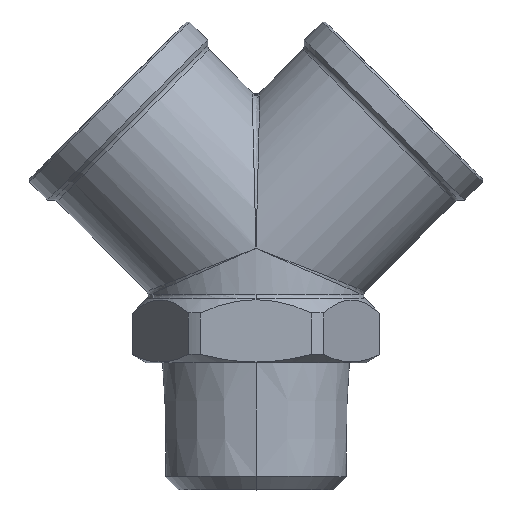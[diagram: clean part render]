
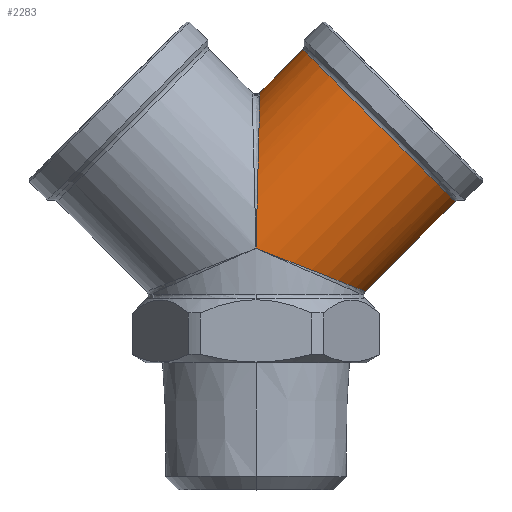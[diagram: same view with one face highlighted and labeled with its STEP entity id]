
A CAD part, top view. The second image highlights one B-rep face of the part: STEP entity #2283.
In plain terms, the highlighted cylindrical face has radius 9.75 mm (diameter 19.5 mm), a partial arc.
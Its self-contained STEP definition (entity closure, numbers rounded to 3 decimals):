
#1153 =( BOUNDED_CURVE ( )  B_SPLINE_CURVE ( 3, ( #1199, #1198, #1197, #1196 ),
 .UNSPECIFIED., .F., .T. ) 
 B_SPLINE_CURVE_WITH_KNOTS ( ( 4, 4 ),
 ( 4.717, 6.283 ),
 .UNSPECIFIED. ) 
 CURVE ( )  GEOMETRIC_REPRESENTATION_ITEM ( )  RATIONAL_B_SPLINE_CURVE ( ( 1., 0.806, 0.806, 1. ) ) 
 REPRESENTATION_ITEM ( '' )  );
#1154 = CARTESIAN_POINT ( 'NONE',  ( 0.004, 22., 9.749 ) ) ;
#1155 = CARTESIAN_POINT ( 'NONE',  ( 0.209, 30.215, 9.69 ) ) ;
#1156 = CARTESIAN_POINT ( 'NONE',  ( 0.354, 35.994, 5.664 ) ) ;
#1157 = CARTESIAN_POINT ( 'NONE',  ( 0.354, 35.994, 0. ) ) ;
#1158 =( BOUNDED_CURVE ( )  B_SPLINE_CURVE ( 3, ( #1157, #1156, #1155, #1154 ),
 .UNSPECIFIED., .F., .T. ) 
 B_SPLINE_CURVE_WITH_KNOTS ( ( 4, 4 ),
 ( 3.142, 4.702 ),
 .UNSPECIFIED. ) 
 CURVE ( )  GEOMETRIC_REPRESENTATION_ITEM ( )  RATIONAL_B_SPLINE_CURVE ( ( 1., 0.807, 0.807, 1. ) ) 
 REPRESENTATION_ITEM ( '' )  );
#1172 = DIRECTION ( 'NONE',  ( 0.707, -0.707, 0. ) ) ;
#1173 = DIRECTION ( 'NONE',  ( -0.707, -0.707, 0. ) ) ;
#1174 = CARTESIAN_POINT ( 'NONE',  ( 11.132, 32.984, 0. ) ) ;
#1175 = AXIS2_PLACEMENT_3D ( 'NONE', #1174, #1173, #1172 ) ;
#1176 = CIRCLE ( 'NONE', #1175, 9.75 ) ;
#1192 = DIRECTION ( 'NONE',  ( -0.707, -0.707, 0. ) ) ;
#1193 = VECTOR ( 'NONE', #1192, 1000. ) ;
#1194 = CARTESIAN_POINT ( 'NONE',  ( 6.859, 14.923, 0. ) ) ;
#1195 = LINE ( 'NONE', #1194, #1193 ) ;
#1196 = CARTESIAN_POINT ( 'NONE',  ( 9.896, 17.96, 0. ) ) ;
#1197 = CARTESIAN_POINT ( 'NONE',  ( 9.896, 17.96, 5.688 ) ) ;
#1198 = CARTESIAN_POINT ( 'NONE',  ( 5.824, 19.562, 9.721 ) ) ;
#1199 = CARTESIAN_POINT ( 'NONE',  ( 0.05, 21.832, 9.75 ) ) ;
#1200 = CARTESIAN_POINT ( 'NONE',  ( 9.896, 17.96, 0. ) ) ;
#1201 = DIRECTION ( 'NONE',  ( 0.707, 0.707, 0. ) ) ;
#1202 = VECTOR ( 'NONE', #1201, 1000. ) ;
#1203 = CARTESIAN_POINT ( 'NONE',  ( 0., 21.782, 9.75 ) ) ;
#1204 = LINE ( 'NONE', #1203, #1202 ) ;
#1205 = DIRECTION ( 'NONE',  ( 0.707, -0.707, 0. ) ) ;
#1206 = DIRECTION ( 'NONE',  ( -0.707, -0.707, 0. ) ) ;
#1207 = CARTESIAN_POINT ( 'NONE',  ( -0.035, 21.817, 0. ) ) ;
#1208 = AXIS2_PLACEMENT_3D ( 'NONE', #1207, #1206, #1205 ) ;
#1209 = CYLINDRICAL_SURFACE ( 'NONE', #1208, 9.75 ) ;
#1210 = FACE_OUTER_BOUND ( 'NONE', #2284, .T. ) ;
#1228 = CARTESIAN_POINT ( 'NONE',  ( 0.354, 35.994, 0. ) ) ;
#1229 = CARTESIAN_POINT ( 'NONE',  ( 0.004, 22., 9.749 ) ) ;
#1230 = DIRECTION ( 'NONE',  ( -0.707, -0.707, 0. ) ) ;
#1231 = VECTOR ( 'NONE', #1230, 1000. ) ;
#1232 = CARTESIAN_POINT ( 'NONE',  ( -6.929, 28.711, 0. ) ) ;
#1233 = LINE ( 'NONE', #1232, #1231 ) ;
#1234 = CARTESIAN_POINT ( 'NONE',  ( 0., 21.852, 9.75 ) ) ;
#1235 = CARTESIAN_POINT ( 'NONE',  ( 0.023, 21.852, 9.75 ) ) ;
#1236 = CARTESIAN_POINT ( 'NONE',  ( 0.047, 21.852, 9.75 ) ) ;
#1237 = CARTESIAN_POINT ( 'NONE',  ( 0.07, 21.852, 9.75 ) ) ;
#1238 = CARTESIAN_POINT ( 'NONE',  ( 0.07, 21.852, 9.75 ) ) ;
#1251 =( BOUNDED_CURVE ( )  B_SPLINE_CURVE ( 3, ( #1237, #1236, #1235, #1234 ),
 .UNSPECIFIED., .F., .F. ) 
 B_SPLINE_CURVE_WITH_KNOTS ( ( 4, 4 ),
 ( 4.707, 4.712 ),
 .UNSPECIFIED. ) 
 CURVE ( )  GEOMETRIC_REPRESENTATION_ITEM ( )  RATIONAL_B_SPLINE_CURVE ( ( 1., 1., 1., 1. ) ) 
 REPRESENTATION_ITEM ( '' )  );
#1252 = CARTESIAN_POINT ( 'NONE',  ( 0.05, 21.832, 9.75 ) ) ;
#1253 = CARTESIAN_POINT ( 'NONE',  ( 0., 21.852, 9.75 ) ) ;
#1341 =( BOUNDED_CURVE ( )  B_SPLINE_CURVE ( 3, ( #1384, #1383, #1382, #1381 ),
 .UNSPECIFIED., .F., .F. ) 
 B_SPLINE_CURVE_WITH_KNOTS ( ( 4, 4 ),
 ( 1.571, 1.577 ),
 .UNSPECIFIED. ) 
 CURVE ( )  GEOMETRIC_REPRESENTATION_ITEM ( )  RATIONAL_B_SPLINE_CURVE ( ( 1., 1., 1., 1. ) ) 
 REPRESENTATION_ITEM ( '' )  );
#1342 = CARTESIAN_POINT ( 'NONE',  ( 0.004, 22., 9.749 ) ) ;
#1343 = CARTESIAN_POINT ( 'NONE',  ( 0.023, 22., 9.75 ) ) ;
#1344 = CARTESIAN_POINT ( 'NONE',  ( 0.042, 22., 9.75 ) ) ;
#1345 = CARTESIAN_POINT ( 'NONE',  ( 0.061, 22., 9.75 ) ) ;
#1346 =( BOUNDED_CURVE ( )  B_SPLINE_CURVE ( 3, ( #1345, #1344, #1343, #1342 ),
 .UNSPECIFIED., .F., .T. ) 
 B_SPLINE_CURVE_WITH_KNOTS ( ( 4, 4 ),
 ( 4.719, 4.723 ),
 .UNSPECIFIED. ) 
 CURVE ( )  GEOMETRIC_REPRESENTATION_ITEM ( )  RATIONAL_B_SPLINE_CURVE ( ( 1., 1., 1., 1. ) ) 
 REPRESENTATION_ITEM ( '' )  );
#1347 = CARTESIAN_POINT ( 'NONE',  ( 0.061, 22., 9.75 ) ) ;
#1381 = CARTESIAN_POINT ( 'NONE',  ( 0.061, 22., 9.75 ) ) ;
#1382 = CARTESIAN_POINT ( 'NONE',  ( 0.041, 21.951, 9.75 ) ) ;
#1383 = CARTESIAN_POINT ( 'NONE',  ( 0.02, 21.901, 9.75 ) ) ;
#1384 = CARTESIAN_POINT ( 'NONE',  ( 0., 21.852, 9.75 ) ) ;
#1517 = CARTESIAN_POINT ( 'NONE',  ( 4.238, 39.879, 0. ) ) ;
#1630 = CARTESIAN_POINT ( 'NONE',  ( 18.027, 26.09, 0. ) ) ;
#2261 = ORIENTED_EDGE ( 'NONE', *, *, #2262, .T. ) ;
#2262 = EDGE_CURVE ( 'NONE', #2276, #2297, #1158, .T. ) ;
#2263 = EDGE_CURVE ( 'NONE', #2294, #2288, #1153, .T. ) ;
#2264 = ORIENTED_EDGE ( 'NONE', *, *, #2265, .F. ) ;
#2265 = EDGE_CURVE ( 'NONE', #2461, #2288, #1195, .T. ) ;
#2274 = ORIENTED_EDGE ( 'NONE', *, *, #2275, .T. ) ;
#2275 = EDGE_CURVE ( 'NONE', #2461, #2420, #1176, .T. ) ;
#2276 = VERTEX_POINT ( 'NONE', #1228 ) ;
#2283 = ADVANCED_FACE ( 'NONE', ( #1210 ), #1209, .T. ) ;
#2284 = EDGE_LOOP ( 'NONE', ( #2274, #2295, #2261, #2340, #2343, #2291, #2285, #2287, #2264 ) ) ;
#2285 = ORIENTED_EDGE ( 'NONE', *, *, #2286, .F. ) ;
#2286 = EDGE_CURVE ( 'NONE', #2294, #2293, #1204, .T. ) ;
#2287 = ORIENTED_EDGE ( 'NONE', *, *, #2263, .T. ) ;
#2288 = VERTEX_POINT ( 'NONE', #1200 ) ;
#2290 = VERTEX_POINT ( 'NONE', #1253 ) ;
#2291 = ORIENTED_EDGE ( 'NONE', *, *, #2292, .F. ) ;
#2292 = EDGE_CURVE ( 'NONE', #2293, #2290, #1251, .T. ) ;
#2293 = VERTEX_POINT ( 'NONE', #1238 ) ;
#2294 = VERTEX_POINT ( 'NONE', #1252 ) ;
#2295 = ORIENTED_EDGE ( 'NONE', *, *, #2296, .T. ) ;
#2296 = EDGE_CURVE ( 'NONE', #2420, #2276, #1233, .T. ) ;
#2297 = VERTEX_POINT ( 'NONE', #1229 ) ;
#2340 = ORIENTED_EDGE ( 'NONE', *, *, #2341, .F. ) ;
#2341 = EDGE_CURVE ( 'NONE', #2342, #2297, #1346, .T. ) ;
#2342 = VERTEX_POINT ( 'NONE', #1347 ) ;
#2343 = ORIENTED_EDGE ( 'NONE', *, *, #2344, .F. ) ;
#2344 = EDGE_CURVE ( 'NONE', #2290, #2342, #1341, .T. ) ;
#2420 = VERTEX_POINT ( 'NONE', #1517 ) ;
#2461 = VERTEX_POINT ( 'NONE', #1630 ) ;
